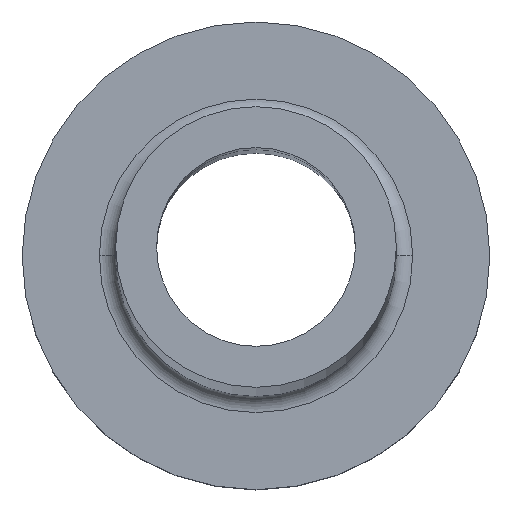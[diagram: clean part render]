
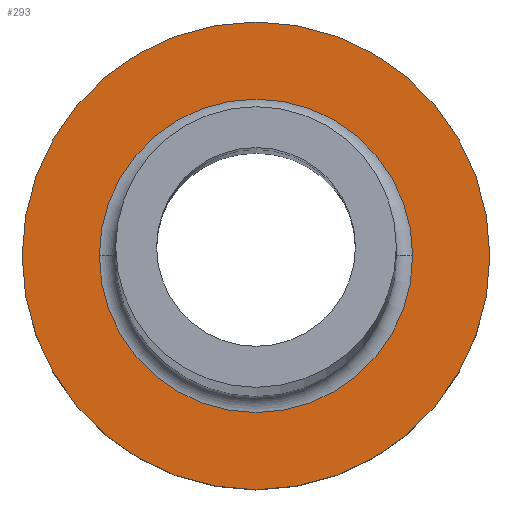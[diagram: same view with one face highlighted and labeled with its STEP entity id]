
A CAD part, top view. The second image highlights one B-rep face of the part: STEP entity #293.
In plain terms, the highlighted planar face has unit normal (0, 0, 1).
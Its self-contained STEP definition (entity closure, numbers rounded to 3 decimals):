
#48 = CARTESIAN_POINT ( 'NONE',  ( 0., 0., 7. ) ) ;
#54 = DIRECTION ( 'NONE',  ( 1., 0., 0. ) ) ;
#82 = PLANE ( 'NONE',  #278 ) ;
#83 = CIRCLE ( 'NONE', #416, 10. ) ;
#146 = EDGE_LOOP ( 'NONE', ( #337, #357 ) ) ;
#162 = DIRECTION ( 'NONE',  ( 1., 0., 0. ) ) ;
#165 = EDGE_CURVE ( 'NONE', #449, #197, #273, .T. ) ;
#166 = DIRECTION ( 'NONE',  ( 1., 0., 0. ) ) ;
#170 = ORIENTED_EDGE ( 'NONE', *, *, #204, .T. ) ;
#197 = VERTEX_POINT ( 'NONE', #358 ) ;
#202 = CARTESIAN_POINT ( 'NONE',  ( 10., 0., 7. ) ) ;
#204 = EDGE_CURVE ( 'NONE', #377, #347, #83, .T. ) ;
#211 = EDGE_LOOP ( 'NONE', ( #170, #387 ) ) ;
#217 = AXIS2_PLACEMENT_3D ( 'NONE', #326, #360, #366 ) ;
#226 = FACE_OUTER_BOUND ( 'NONE', #211, .T. ) ;
#248 = AXIS2_PLACEMENT_3D ( 'NONE', #386, #424, #166 ) ;
#258 = FACE_BOUND ( 'NONE', #146, .T. ) ;
#273 = CIRCLE ( 'NONE', #217, 6.7 ) ;
#274 = CIRCLE ( 'NONE', #248, 6.7 ) ;
#278 = AXIS2_PLACEMENT_3D ( 'NONE', #447, #409, #54 ) ;
#286 = DIRECTION ( 'NONE',  ( 1., 0., 0. ) ) ;
#293 = ADVANCED_FACE ( 'NONE', ( #258, #226 ), #82, .T. ) ;
#326 = CARTESIAN_POINT ( 'NONE',  ( 0., 0., 7. ) ) ;
#334 = DIRECTION ( 'NONE',  ( 0., 0., 1. ) ) ;
#337 = ORIENTED_EDGE ( 'NONE', *, *, #165, .T. ) ;
#341 = CARTESIAN_POINT ( 'NONE',  ( 0., 0., 7. ) ) ;
#347 = VERTEX_POINT ( 'NONE', #202 ) ;
#349 = EDGE_CURVE ( 'NONE', #347, #377, #435, .T. ) ;
#357 = ORIENTED_EDGE ( 'NONE', *, *, #434, .T. ) ;
#358 = CARTESIAN_POINT ( 'NONE',  ( -6.7, 0., 7. ) ) ;
#360 = DIRECTION ( 'NONE',  ( 0., 0., -1. ) ) ;
#366 = DIRECTION ( 'NONE',  ( 1., 0., 0. ) ) ;
#377 = VERTEX_POINT ( 'NONE', #456 ) ;
#386 = CARTESIAN_POINT ( 'NONE',  ( 0., 0., 7. ) ) ;
#387 = ORIENTED_EDGE ( 'NONE', *, *, #349, .T. ) ;
#401 = AXIS2_PLACEMENT_3D ( 'NONE', #341, #415, #162 ) ;
#409 = DIRECTION ( 'NONE',  ( 0., 0., 1. ) ) ;
#415 = DIRECTION ( 'NONE',  ( 0., 0., 1. ) ) ;
#416 = AXIS2_PLACEMENT_3D ( 'NONE', #48, #334, #286 ) ;
#424 = DIRECTION ( 'NONE',  ( 0., 0., -1. ) ) ;
#434 = EDGE_CURVE ( 'NONE', #197, #449, #274, .T. ) ;
#435 = CIRCLE ( 'NONE', #401, 10. ) ;
#447 = CARTESIAN_POINT ( 'NONE',  ( 0., 0., 7. ) ) ;
#449 = VERTEX_POINT ( 'NONE', #455 ) ;
#455 = CARTESIAN_POINT ( 'NONE',  ( 6.7, 0., 7. ) ) ;
#456 = CARTESIAN_POINT ( 'NONE',  ( -10., 0., 7. ) ) ;
